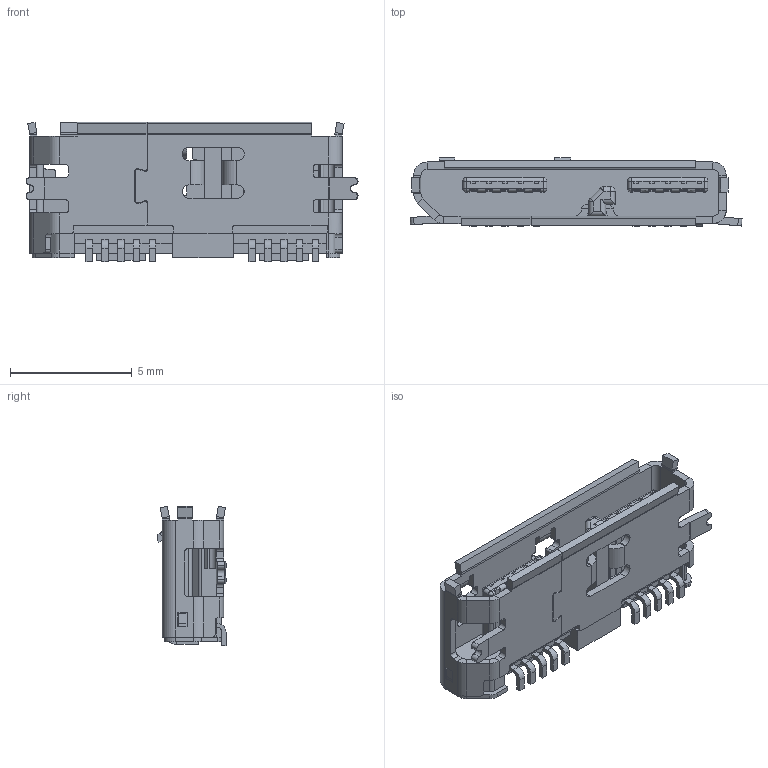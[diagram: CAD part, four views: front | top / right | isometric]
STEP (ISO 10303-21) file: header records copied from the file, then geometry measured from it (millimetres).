
FILE_DESCRIPTION (( 'STEP AP214' ), '1' );
FILE_NAME ('GSB443133HR.STEP', '2020-10-31T16:55:00', ( '' ), ( '' ), 'SwSTEP 2.0', 'SolidWorks 2017', '' );
FILE_SCHEMA (( 'AUTOMOTIVE_DESIGN' ));
Length unit declared in the file: millimetre
Products named in the file (1): GSB443133HR
Bounding box: 13.65 x 2.8 x 5.72 mm (x, y, z)
Volume: 82.8 mm3; surface area: 480.1 mm2
Topology: 22 solids, 22 shells, 838 faces, 2151 edges, 1345 vertices
Faces by surface type: plane 618, cylinder 188, cone 20, sphere 11, bspline 1
Entity records: 25228 total; most frequent: CARTESIAN_POINT 4528, ORIENTED_EDGE 4282, DIRECTION 4177, EDGE_CURVE 2141, VECTOR 1685, LINE 1685, VERTEX_POINT 1345, AXIS2_PLACEMENT_3D 1246
